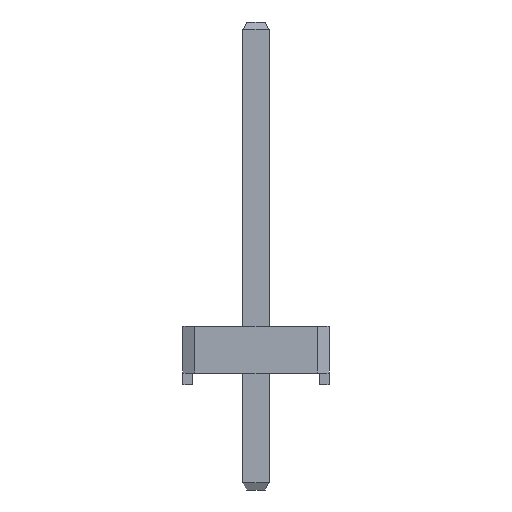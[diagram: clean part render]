
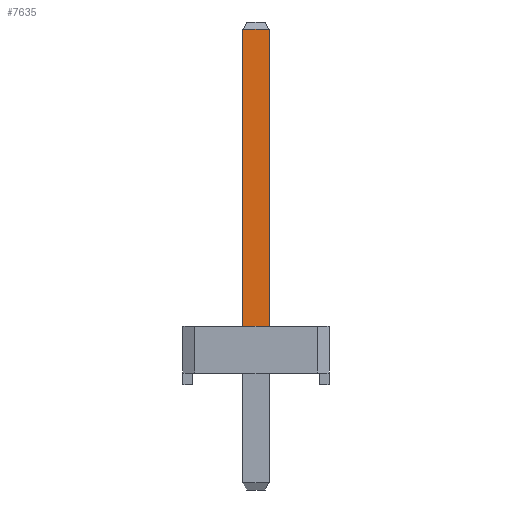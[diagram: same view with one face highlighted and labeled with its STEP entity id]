
A CAD part, left-side view. The second image highlights one B-rep face of the part: STEP entity #7635.
In plain terms, the highlighted planar face has unit normal (-1, 0, 0).
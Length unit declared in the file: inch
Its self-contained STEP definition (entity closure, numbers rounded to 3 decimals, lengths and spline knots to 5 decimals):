
#55=FACE_OUTER_BOUND($,#515,.T.);
#515=EDGE_LOOP($,(#5002,#5003,#5004,#5005));
#973=LINE($,#10647,#2073);
#980=LINE($,#10659,#2080);
#984=LINE($,#10668,#2084);
#985=LINE($,#10670,#2085);
#2073=VECTOR($,#8622,0.04488);
#2080=VECTOR($,#8633,0.50816);
#2084=VECTOR($,#8643,0.04488);
#2085=VECTOR($,#8646,0.50816);
#3170=VERTEX_POINT($,#10640);
#3172=VERTEX_POINT($,#10646);
#3175=VERTEX_POINT($,#10657);
#3177=VERTEX_POINT($,#10666);
#3873=EDGE_CURVE($,#3170,#3172,#973,.T.);
#3880=EDGE_CURVE($,#3170,#3175,#980,.T.);
#3884=EDGE_CURVE($,#3177,#3175,#984,.T.);
#3885=EDGE_CURVE($,#3172,#3177,#985,.T.);
#5002=ORIENTED_EDGE($,*,*,#3873,.F.);
#5003=ORIENTED_EDGE($,*,*,#3880,.T.);
#5004=ORIENTED_EDGE($,*,*,#3884,.F.);
#5005=ORIENTED_EDGE($,*,*,#3885,.F.);
#7175=PLANE($,#8156);
#7635=ADVANCED_FACE($,(#55),#7175,.F.);
#8156=AXIS2_PLACEMENT_3D($,#10671,#8647,#8648);
#8622=DIRECTION($,(0.,-1.,0.));
#8633=DIRECTION($,(0.,0.,-1.));
#8643=DIRECTION($,(0.,1.,0.));
#8646=DIRECTION($,(0.,0.,-1.));
#8647=DIRECTION('center_axis',(1.,0.,0.));
#8648=DIRECTION('ref_axis',(0.,0.,-1.));
#10640=CARTESIAN_POINT('',(-0.02244,0.02244,0.60816));
#10646=CARTESIAN_POINT('',(-0.02244,-0.02244,0.60816));
#10647=CARTESIAN_POINT($,(-0.02244,0.,0.60816));
#10657=CARTESIAN_POINT('',(-0.02244,0.02244,0.1));
#10659=CARTESIAN_POINT($,(-0.02244,0.02244,0.50998));
#10666=CARTESIAN_POINT('',(-0.02244,-0.02244,0.1));
#10668=CARTESIAN_POINT($,(-0.02244,0.,0.1));
#10670=CARTESIAN_POINT($,(-0.02244,-0.02244,0.50034));
#10671=CARTESIAN_POINT('Origin',(-0.02244,0.,
0.50034));
